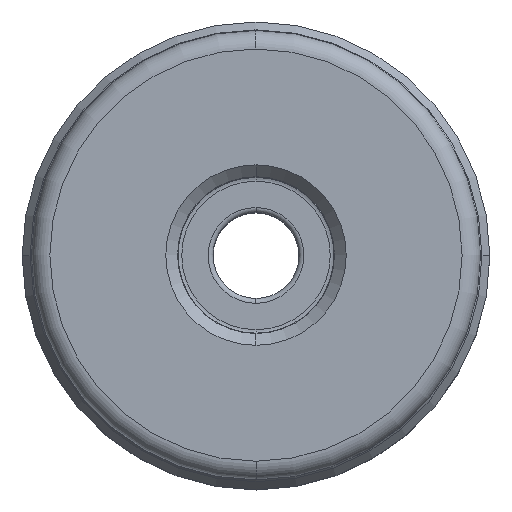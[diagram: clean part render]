
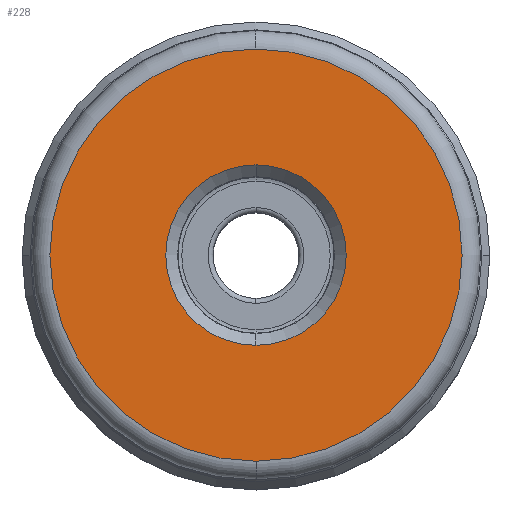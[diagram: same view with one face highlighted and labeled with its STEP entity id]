
A CAD part, top view. The second image highlights one B-rep face of the part: STEP entity #228.
In plain terms, the highlighted planar face has unit normal (0, 0, 1).
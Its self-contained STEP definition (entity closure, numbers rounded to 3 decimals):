
#228=ADVANCED_FACE('',(#290,#291),#280,.F.);
#280=PLANE('',#1582);
#290=FACE_BOUND('',#338,.T.);
#291=FACE_BOUND('',#339,.T.);
#338=EDGE_LOOP('',(#538,#539,#540,#541));
#339=EDGE_LOOP('',(#542,#543));
#538=ORIENTED_EDGE('',*,*,#978,.T.);
#539=ORIENTED_EDGE('',*,*,#976,.T.);
#540=ORIENTED_EDGE('',*,*,#975,.T.);
#541=ORIENTED_EDGE('',*,*,#979,.T.);
#542=ORIENTED_EDGE('',*,*,#980,.T.);
#543=ORIENTED_EDGE('',*,*,#981,.T.);
#826=VERTEX_POINT('',#2440);
#827=VERTEX_POINT('',#2442);
#828=VERTEX_POINT('',#2444);
#829=VERTEX_POINT('',#2448);
#830=VERTEX_POINT('',#2452);
#831=VERTEX_POINT('',#2453);
#975=EDGE_CURVE('',#827,#826,#1158,.T.);
#976=EDGE_CURVE('',#828,#827,#1159,.T.);
#978=EDGE_CURVE('',#829,#828,#1161,.T.);
#979=EDGE_CURVE('',#826,#829,#1162,.T.);
#980=EDGE_CURVE('',#830,#831,#1163,.T.);
#981=EDGE_CURVE('',#831,#830,#1164,.T.);
#1158=CIRCLE('',#1573,16.79);
#1159=CIRCLE('',#1574,16.79);
#1161=CIRCLE('',#1577,16.79);
#1162=CIRCLE('',#1578,16.79);
#1163=CIRCLE('',#1580,7.35);
#1164=CIRCLE('',#1581,7.35);
#1573=AXIS2_PLACEMENT_3D('',#2441,#1950,#1951);
#1574=AXIS2_PLACEMENT_3D('',#2443,#1952,#1953);
#1577=AXIS2_PLACEMENT_3D('',#2447,#1958,#1959);
#1578=AXIS2_PLACEMENT_3D('',#2449,#1960,#1961);
#1580=AXIS2_PLACEMENT_3D('',#2451,#1964,#1965);
#1581=AXIS2_PLACEMENT_3D('',#2454,#1966,#1967);
#1582=AXIS2_PLACEMENT_3D('',#2455,#1968,#1969);
#1950=DIRECTION('',(0.,0.,1.));
#1951=DIRECTION('',(0.001,1.,0.));
#1952=DIRECTION('',(0.,0.,1.));
#1953=DIRECTION('',(0.,-1.,0.));
#1958=DIRECTION('',(0.,0.,1.));
#1959=DIRECTION('',(-0.001,-1.,0.));
#1960=DIRECTION('',(0.,0.,1.));
#1961=DIRECTION('',(0.,1.,0.));
#1964=DIRECTION('',(0.,0.,-1.));
#1965=DIRECTION('',(0.,-1.,0.));
#1966=DIRECTION('',(0.,0.,-1.));
#1967=DIRECTION('',(0.,1.,0.));
#1968=DIRECTION('',(0.,0.,-1.));
#1969=DIRECTION('',(0.,1.,0.));
#2440=CARTESIAN_POINT('',(0.,16.79,0.));
#2441=CARTESIAN_POINT('',(0.,0.,0.));
#2442=CARTESIAN_POINT('',(0.02,16.79,0.));
#2443=CARTESIAN_POINT('',(0.,0.,0.));
#2444=CARTESIAN_POINT('',(0.,-16.79,0.));
#2447=CARTESIAN_POINT('',(0.,0.,0.));
#2448=CARTESIAN_POINT('',(-0.02,-16.79,0.));
#2449=CARTESIAN_POINT('',(0.,0.,0.));
#2451=CARTESIAN_POINT('',(0.,0.,0.));
#2452=CARTESIAN_POINT('',(0.,-7.35,0.));
#2453=CARTESIAN_POINT('',(0.,7.35,0.));
#2454=CARTESIAN_POINT('',(0.,0.,0.));
#2455=CARTESIAN_POINT('',(0.,0.,0.));
